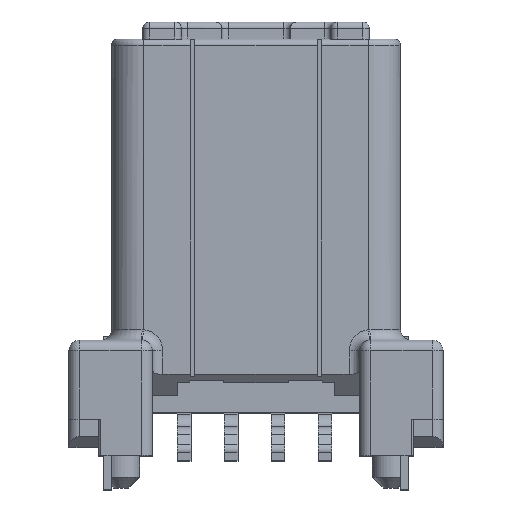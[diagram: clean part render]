
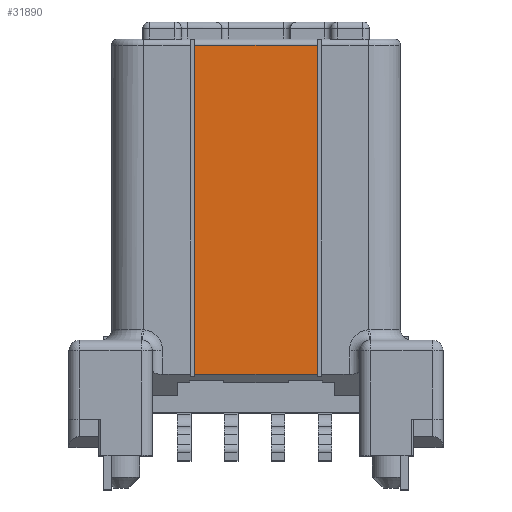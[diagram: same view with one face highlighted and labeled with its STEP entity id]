
A CAD part, top view. The second image highlights one B-rep face of the part: STEP entity #31890.
In plain terms, the highlighted planar face has unit normal (0, 0, 1).
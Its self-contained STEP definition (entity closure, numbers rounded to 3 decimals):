
#9611=DIRECTION('',(0.,1.,0.));
#9612=VECTOR('',#9611,15.4);
#9613=CARTESIAN_POINT('',(-2.863,-1.7,5.6));
#9614=LINE('',#9613,#9612);
#9615=DIRECTION('',(-1.,0.,0.));
#9616=VECTOR('',#9615,5.725);
#9617=CARTESIAN_POINT('',(2.863,13.7,5.6));
#9618=LINE('',#9617,#9616);
#9619=DIRECTION('',(0.,1.,0.));
#9620=VECTOR('',#9619,15.4);
#9621=CARTESIAN_POINT('',(2.863,-1.7,5.6));
#9622=LINE('',#9621,#9620);
#9623=DIRECTION('',(1.,0.,0.));
#9624=VECTOR('',#9623,5.725);
#9625=CARTESIAN_POINT('',(-2.863,-1.7,5.6));
#9626=LINE('',#9625,#9624);
#15755=CARTESIAN_POINT('',(-2.863,-1.7,5.6));
#15756=CARTESIAN_POINT('',(-2.863,13.7,5.6));
#15757=VERTEX_POINT('',#15755);
#15758=VERTEX_POINT('',#15756);
#15759=CARTESIAN_POINT('',(2.863,-1.7,5.6));
#15760=CARTESIAN_POINT('',(2.863,13.7,5.6));
#15761=VERTEX_POINT('',#15759);
#15762=VERTEX_POINT('',#15760);
#31876=CARTESIAN_POINT('',(-6.763,-1.7,5.6));
#31877=DIRECTION('',(0.,0.,1.));
#31878=DIRECTION('',(1.,0.,0.));
#31879=AXIS2_PLACEMENT_3D('',#31876,#31877,#31878);
#31880=PLANE('',#31879);
#31882=ORIENTED_EDGE('',*,*,#31881,.T.);
#31883=ORIENTED_EDGE('',*,*,#19197,.F.);
#31885=ORIENTED_EDGE('',*,*,#31884,.F.);
#31887=ORIENTED_EDGE('',*,*,#31886,.F.);
#31888=EDGE_LOOP('',(#31882,#31883,#31885,#31887));
#31889=FACE_OUTER_BOUND('',#31888,.F.);
#31890=ADVANCED_FACE('',(#31889),#31880,.T.);
#19197=EDGE_CURVE('',#15762,#15758,#9618,.T.);
#31881=EDGE_CURVE('',#15757,#15758,#9614,.T.);
#31884=EDGE_CURVE('',#15761,#15762,#9622,.T.);
#31886=EDGE_CURVE('',#15757,#15761,#9626,.T.);
